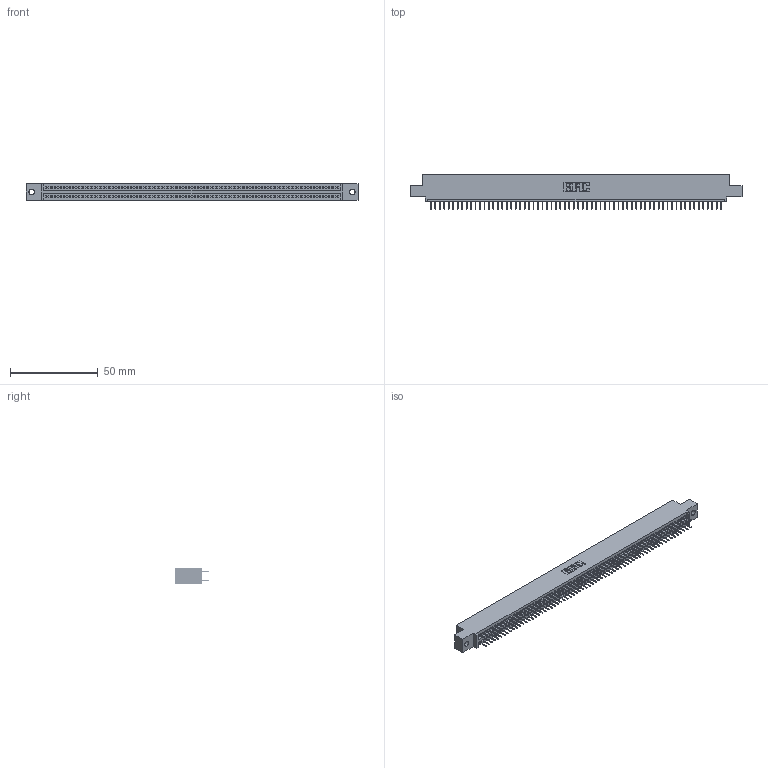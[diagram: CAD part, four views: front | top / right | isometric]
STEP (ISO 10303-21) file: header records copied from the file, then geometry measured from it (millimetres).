
FILE_DESCRIPTION (( 'STEP AP203' ), '1' );
FILE_NAME ('395-132-524-502.STEP', '2019-10-29T05:54:03', ( '' ), ( '' ), 'SwSTEP 2.0', 'SolidWorks 2016', '' );
FILE_SCHEMA (( 'CONFIG_CONTROL_DESIGN' ));
Length unit declared in the file: inch
Products named in the file (3): 345 Part_0.110 Offset - 0.128 Dia; 345-292-001_345-293-124; 395-132-524-502
Assembly tree (133 placements, depth 2):
  395-132-524-502
    345 Part_0.110 Offset - 0.128 Dia
    345-292-001_345-293-124  x132
Bounding box: 188.85 x 19.35 x 9.4 mm (x, y, z)
Volume: 18258 mm3; surface area: 26745.9 mm2
Topology: 133 solids, 133 shells, 7258 faces, 20549 edges, 13170 vertices
Faces by surface type: plane 5232, cylinder 2026
Entity records: 48763 total; most frequent: CARTESIAN_POINT 8152, ORIENTED_EDGE 8086, DIRECTION 7159, EDGE_CURVE 4043, LINE 3651, VECTOR 3651, VERTEX_POINT 2690, AXIS2_PLACEMENT_3D 1754
